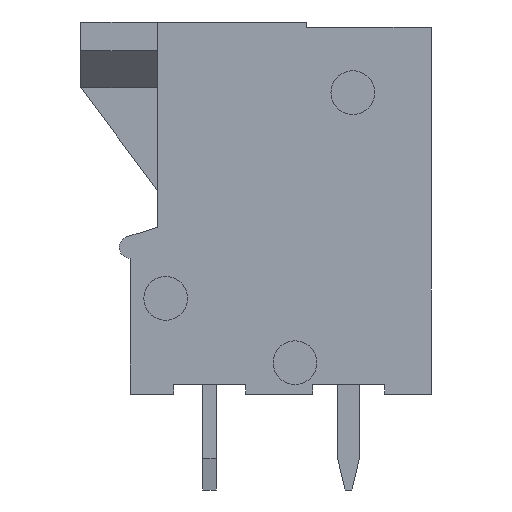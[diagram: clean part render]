
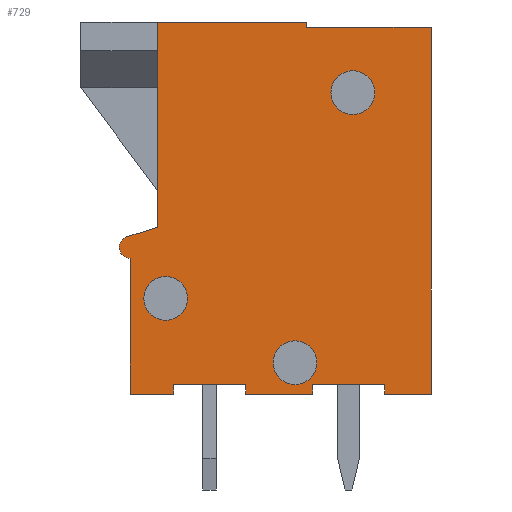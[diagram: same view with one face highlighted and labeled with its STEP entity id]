
A CAD part, left-side view. The second image highlights one B-rep face of the part: STEP entity #729.
In plain terms, the highlighted planar face has unit normal (-1, 0, 0).
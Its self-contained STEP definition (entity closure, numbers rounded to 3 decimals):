
#729 = ADVANCED_FACE( '', ( #1474, #1475, #1476, #1477 ), #1478, .F. );
#1474 = FACE_BOUND( '', #2272, .T. );
#1475 = FACE_OUTER_BOUND( '', #2273, .T. );
#1476 = FACE_BOUND( '', #2274, .T. );
#1477 = FACE_BOUND( '', #2275, .T. );
#1478 = PLANE( '', #2276 );
#2272 = EDGE_LOOP( '', ( #4032 ) );
#2273 = EDGE_LOOP( '', ( #4033, #4034, #4035, #4036, #4037, #4038, #4039, #4040, #4041, #4042, #4043, #4044, #4045, #4046, #4047, #4048, #4049 ) );
#2274 = EDGE_LOOP( '', ( #4050 ) );
#2275 = EDGE_LOOP( '', ( #4051 ) );
#2276 = AXIS2_PLACEMENT_3D( '', #4052, #4053, #4054 );
#4032 = ORIENTED_EDGE( '', *, *, #5408, .T. );
#4033 = ORIENTED_EDGE( '', *, *, #5615, .F. );
#4034 = ORIENTED_EDGE( '', *, *, #5504, .T. );
#4035 = ORIENTED_EDGE( '', *, *, #5579, .F. );
#4036 = ORIENTED_EDGE( '', *, *, #5098, .F. );
#4037 = ORIENTED_EDGE( '', *, *, #5394, .F. );
#4038 = ORIENTED_EDGE( '', *, *, #5453, .T. );
#4039 = ORIENTED_EDGE( '', *, *, #5481, .F. );
#4040 = ORIENTED_EDGE( '', *, *, #5616, .F. );
#4041 = ORIENTED_EDGE( '', *, *, #5157, .F. );
#4042 = ORIENTED_EDGE( '', *, *, #4965, .F. );
#4043 = ORIENTED_EDGE( '', *, *, #5617, .F. );
#4044 = ORIENTED_EDGE( '', *, *, #5618, .F. );
#4045 = ORIENTED_EDGE( '', *, *, #5610, .F. );
#4046 = ORIENTED_EDGE( '', *, *, #5619, .F. );
#4047 = ORIENTED_EDGE( '', *, *, #5328, .F. );
#4048 = ORIENTED_EDGE( '', *, *, #5389, .F. );
#4049 = ORIENTED_EDGE( '', *, *, #5620, .F. );
#4050 = ORIENTED_EDGE( '', *, *, #5479, .T. );
#4051 = ORIENTED_EDGE( '', *, *, #5621, .T. );
#4052 = CARTESIAN_POINT( '', ( -1.27, 5.5, -1.332 ) );
#4053 = DIRECTION( '', ( 1., 0., 0. ) );
#4054 = DIRECTION( '', ( 0., 0., -1. ) );
#4965 = EDGE_CURVE( '', #5949, #5950, #5951, .T. );
#5098 = EDGE_CURVE( '', #6182, #6180, #6184, .T. );
#5157 = EDGE_CURVE( '', #5950, #6283, #6284, .T. );
#5328 = EDGE_CURVE( '', #6553, #6554, #6555, .T. );
#5389 = EDGE_CURVE( '', #6638, #6553, #6640, .T. );
#5394 = EDGE_CURVE( '', #6646, #6182, #6648, .T. );
#5408 = EDGE_CURVE( '', #6667, #6667, #6668, .T. );
#5453 = EDGE_CURVE( '', #6646, #6734, #6736, .T. );
#5479 = EDGE_CURVE( '', #6772, #6772, #6773, .T. );
#5481 = EDGE_CURVE( '', #6775, #6734, #6776, .T. );
#5504 = EDGE_CURVE( '', #6806, #6807, #6808, .T. );
#5579 = EDGE_CURVE( '', #6180, #6807, #6906, .T. );
#5610 = EDGE_CURVE( '', #6947, #6948, #6949, .T. );
#5615 = EDGE_CURVE( '', #6806, #6955, #6956, .T. );
#5616 = EDGE_CURVE( '', #6283, #6775, #6957, .T. );
#5617 = EDGE_CURVE( '', #6958, #5949, #6959, .T. );
#5618 = EDGE_CURVE( '', #6948, #6958, #6960, .T. );
#5619 = EDGE_CURVE( '', #6554, #6947, #6961, .T. );
#5620 = EDGE_CURVE( '', #6955, #6638, #6962, .T. );
#5621 = EDGE_CURVE( '', #6963, #6963, #6964, .T. );
#5949 = VERTEX_POINT( '', #7372 );
#5950 = VERTEX_POINT( '', #7373 );
#5951 = LINE( '', #7374, #7375 );
#6180 = VERTEX_POINT( '', #7711 );
#6182 = VERTEX_POINT( '', #7714 );
#6184 = LINE( '', #7717, #7718 );
#6283 = VERTEX_POINT( '', #7855 );
#6284 = LINE( '', #7856, #7857 );
#6553 = VERTEX_POINT( '', #8250 );
#6554 = VERTEX_POINT( '', #8251 );
#6555 = LINE( '', #8252, #8253 );
#6638 = VERTEX_POINT( '', #8380 );
#6640 = LINE( '', #8383, #8384 );
#6646 = VERTEX_POINT( '', #8392 );
#6648 = LINE( '', #8395, #8396 );
#6667 = VERTEX_POINT( '', #8423 );
#6668 = CIRCLE( '', #8424, 0.8 );
#6734 = VERTEX_POINT( '', #8520 );
#6736 = LINE( '', #8523, #8524 );
#6772 = VERTEX_POINT( '', #8573 );
#6773 = CIRCLE( '', #8574, 0.8 );
#6775 = VERTEX_POINT( '', #8576 );
#6776 = LINE( '', #8577, #8578 );
#6806 = VERTEX_POINT( '', #8623 );
#6807 = VERTEX_POINT( '', #8624 );
#6808 = LINE( '', #8625, #8626 );
#6906 = LINE( '', #8777, #8778 );
#6947 = VERTEX_POINT( '', #8841 );
#6948 = VERTEX_POINT( '', #8842 );
#6949 = LINE( '', #8843, #8844 );
#6955 = VERTEX_POINT( '', #8853 );
#6956 = LINE( '', #8854, #8855 );
#6957 = LINE( '', #8856, #8857 );
#6958 = VERTEX_POINT( '', #8858 );
#6959 = LINE( '', #8859, #8860 );
#6960 = LINE( '', #8861, #8862 );
#6961 = CIRCLE( '', #8863, 0.4 );
#6962 = LINE( '', #8864, #8865 );
#6963 = VERTEX_POINT( '', #8866 );
#6964 = CIRCLE( '', #8867, 0.8 );
#7372 = CARTESIAN_POINT( '', ( -1.27, -0.95, 6.9 ) );
#7373 = CARTESIAN_POINT( '', ( -1.27, -0.95, 6.7 ) );
#7374 = CARTESIAN_POINT( '', ( -1.27, -0.95, 6.7 ) );
#7375 = VECTOR( '', #9200, 1000. );
#7711 = CARTESIAN_POINT( '', ( -1.27, -1.155, -6.7 ) );
#7714 = CARTESIAN_POINT( '', ( -1.27, -1.155, -6.35 ) );
#7717 = CARTESIAN_POINT( '', ( -1.27, -1.155, -6.35 ) );
#7718 = VECTOR( '', #9328, 1000. );
#7855 = CARTESIAN_POINT( '', ( -1.27, -5.5, 6.7 ) );
#7856 = CARTESIAN_POINT( '', ( -1.27, -5.5, 6.7 ) );
#7857 = VECTOR( '', #9394, 1000. );
#8250 = CARTESIAN_POINT( '', ( -1.27, 5.5, -6.7 ) );
#8251 = CARTESIAN_POINT( '', ( -1.27, 5.5, -1.732 ) );
#8252 = CARTESIAN_POINT( '', ( -1.27, 5.5, -6.7 ) );
#8253 = VECTOR( '', #9565, 1000. );
#8380 = CARTESIAN_POINT( '', ( -1.27, 3.925, -6.7 ) );
#8383 = CARTESIAN_POINT( '', ( -1.27, -5.5, -6.7 ) );
#8384 = VECTOR( '', #9615, 1000. );
#8392 = CARTESIAN_POINT( '', ( -1.27, -3.805, -6.35 ) );
#8395 = CARTESIAN_POINT( '', ( -1.27, -3.805, -6.35 ) );
#8396 = VECTOR( '', #9619, 1000. );
#8423 = CARTESIAN_POINT( '', ( -1.27, 3.4, -3.2 ) );
#8424 = AXIS2_PLACEMENT_3D( '', #9634, #9635, #9636 );
#8520 = CARTESIAN_POINT( '', ( -1.27, -3.805, -6.7 ) );
#8523 = CARTESIAN_POINT( '', ( -1.27, -3.805, -6.35 ) );
#8524 = VECTOR( '', #9677, 1000. );
#8573 = CARTESIAN_POINT( '', ( -1.27, -3.44, 4.32 ) );
#8574 = AXIS2_PLACEMENT_3D( '', #9703, #9704, #9705 );
#8576 = CARTESIAN_POINT( '', ( -1.27, -5.5, -6.7 ) );
#8577 = CARTESIAN_POINT( '', ( -1.27, -5.5, -6.7 ) );
#8578 = VECTOR( '', #9706, 1000. );
#8623 = CARTESIAN_POINT( '', ( -1.27, 1.275, -6.35 ) );
#8624 = CARTESIAN_POINT( '', ( -1.27, 1.275, -6.7 ) );
#8625 = CARTESIAN_POINT( '', ( -1.27, 1.275, -6.35 ) );
#8626 = VECTOR( '', #9722, 1000. );
#8777 = CARTESIAN_POINT( '', ( -1.27, -5.5, -6.7 ) );
#8778 = VECTOR( '', #9803, 1000. );
#8841 = CARTESIAN_POINT( '', ( -1.27, 5.619, -0.95 ) );
#8842 = CARTESIAN_POINT( '', ( -1.27, 4.5, -0.6 ) );
#8843 = CARTESIAN_POINT( '', ( -1.27, 5.619, -0.95 ) );
#8844 = VECTOR( '', #9829, 1000. );
#8853 = CARTESIAN_POINT( '', ( -1.27, 3.925, -6.35 ) );
#8854 = CARTESIAN_POINT( '', ( -1.27, 1.275, -6.35 ) );
#8855 = VECTOR( '', #9833, 1000. );
#8856 = CARTESIAN_POINT( '', ( -1.27, -5.5, 6.7 ) );
#8857 = VECTOR( '', #9834, 1000. );
#8858 = CARTESIAN_POINT( '', ( -1.27, 4.5, 6.9 ) );
#8859 = CARTESIAN_POINT( '', ( -1.27, 4.5, 6.9 ) );
#8860 = VECTOR( '', #9835, 1000. );
#8861 = CARTESIAN_POINT( '', ( -1.27, 4.5, -0.6 ) );
#8862 = VECTOR( '', #9836, 1000. );
#8863 = AXIS2_PLACEMENT_3D( '', #9837, #9838, #9839 );
#8864 = CARTESIAN_POINT( '', ( -1.27, 3.925, -6.35 ) );
#8865 = VECTOR( '', #9840, 1000. );
#8866 = CARTESIAN_POINT( '', ( -1.27, -1.325, -5.55 ) );
#8867 = AXIS2_PLACEMENT_3D( '', #9841, #9842, #9843 );
#9200 = DIRECTION( '', ( 0., 0., -1. ) );
#9328 = DIRECTION( '', ( 0., 0., -1. ) );
#9394 = DIRECTION( '', ( 0., -1., 0. ) );
#9565 = DIRECTION( '', ( 0., 0., 1. ) );
#9615 = DIRECTION( '', ( 0., 1., 0. ) );
#9619 = DIRECTION( '', ( 0., 1., 0. ) );
#9634 = CARTESIAN_POINT( '', ( -1.27, 4.2, -3.2 ) );
#9635 = DIRECTION( '', ( 1., 0., 0. ) );
#9636 = DIRECTION( '', ( 0., -1., 0. ) );
#9677 = DIRECTION( '', ( 0., 0., -1. ) );
#9703 = CARTESIAN_POINT( '', ( -1.27, -2.64, 4.32 ) );
#9704 = DIRECTION( '', ( 1., 0., 0. ) );
#9705 = DIRECTION( '', ( 0., -1., 0. ) );
#9706 = DIRECTION( '', ( 0., 1., 0. ) );
#9722 = DIRECTION( '', ( 0., 0., -1. ) );
#9803 = DIRECTION( '', ( 0., 1., 0. ) );
#9829 = DIRECTION( '', ( 0., -0.954, 0.298 ) );
#9833 = DIRECTION( '', ( 0., 1., 0. ) );
#9834 = DIRECTION( '', ( 0., 0., -1. ) );
#9835 = DIRECTION( '', ( 0., -1., 0. ) );
#9836 = DIRECTION( '', ( 0., 0., 1. ) );
#9837 = CARTESIAN_POINT( '', ( -1.27, 5.5, -1.332 ) );
#9838 = DIRECTION( '', ( 1., 0., 0. ) );
#9839 = DIRECTION( '', ( 0., -1., 0. ) );
#9840 = DIRECTION( '', ( 0., 0., -1. ) );
#9841 = CARTESIAN_POINT( '', ( -1.27, -0.525, -5.55 ) );
#9842 = DIRECTION( '', ( 1., 0., 0. ) );
#9843 = DIRECTION( '', ( 0., -1., 0. ) );
